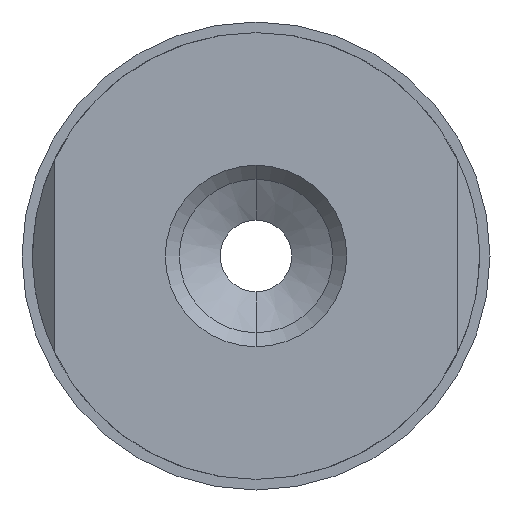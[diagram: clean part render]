
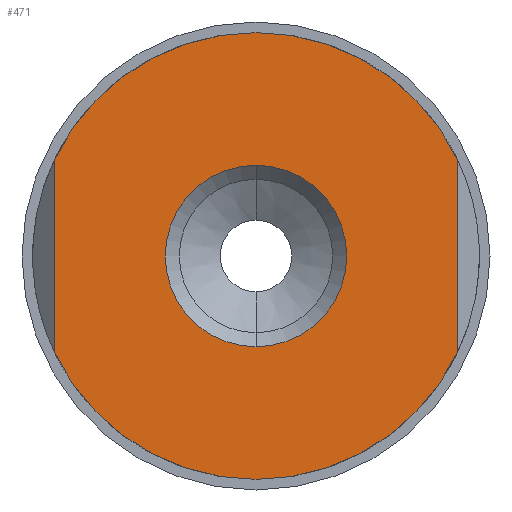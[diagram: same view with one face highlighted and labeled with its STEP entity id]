
A CAD part, front view. The second image highlights one B-rep face of the part: STEP entity #471.
In plain terms, the highlighted planar face has unit normal (0, -1, 0).
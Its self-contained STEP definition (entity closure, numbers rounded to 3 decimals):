
#2 = AXIS2_PLACEMENT_3D ( 'NONE', #162, #342, #344 ) ;
#4 = DIRECTION ( 'NONE',  ( 0., 0., -1. ) ) ;
#6 = VERTEX_POINT ( 'NONE', #504 ) ;
#39 = ORIENTED_EDGE ( 'NONE', *, *, #1390, .T. ) ;
#54 = DIRECTION ( 'NONE',  ( 0., 0., -1. ) ) ;
#59 = PLANE ( 'NONE',  #859 ) ;
#82 = CARTESIAN_POINT ( 'NONE',  ( 0., 0., 0. ) ) ;
#118 = DIRECTION ( 'NONE',  ( 0., -1., 0. ) ) ;
#119 = VERTEX_POINT ( 'NONE', #1416 ) ;
#128 = DIRECTION ( 'NONE',  ( 0., 0., -1. ) ) ;
#144 = DIRECTION ( 'NONE',  ( 0., -1., 0. ) ) ;
#162 = CARTESIAN_POINT ( 'NONE',  ( 0., 0., 0. ) ) ;
#191 = CARTESIAN_POINT ( 'NONE',  ( 0., 0., 0. ) ) ;
#199 = CARTESIAN_POINT ( 'NONE',  ( 0., 0., 9.91 ) ) ;
#212 = CARTESIAN_POINT ( 'NONE',  ( 8.95, 0., 4.255 ) ) ;
#269 = DIRECTION ( 'NONE',  ( 0., 0., -1. ) ) ;
#288 = VERTEX_POINT ( 'NONE', #1016 ) ;
#324 = AXIS2_PLACEMENT_3D ( 'NONE', #929, #925, #1006 ) ;
#325 = AXIS2_PLACEMENT_3D ( 'NONE', #875, #1525, #1380 ) ;
#327 = EDGE_CURVE ( 'NONE', #288, #1155, #1255, .T. ) ;
#342 = DIRECTION ( 'NONE',  ( 0., -1., 0. ) ) ;
#344 = DIRECTION ( 'NONE',  ( 0., 0., -1. ) ) ;
#366 = EDGE_CURVE ( 'NONE', #1155, #1089, #1226, .T. ) ;
#434 = ORIENTED_EDGE ( 'NONE', *, *, #781, .F. ) ;
#471 = ADVANCED_FACE ( 'NONE', ( #1146, #1183 ), #59, .T. ) ;
#503 = AXIS2_PLACEMENT_3D ( 'NONE', #191, #1055, #4 ) ;
#504 = CARTESIAN_POINT ( 'NONE',  ( 0., 0., -4.025 ) ) ;
#559 = AXIS2_PLACEMENT_3D ( 'NONE', #977, #118, #54 ) ;
#563 = ORIENTED_EDGE ( 'NONE', *, *, #1325, .F. ) ;
#564 = CARTESIAN_POINT ( 'NONE',  ( 0., 0., 4.025 ) ) ;
#586 = LINE ( 'NONE', #212, #1658 ) ;
#603 = ORIENTED_EDGE ( 'NONE', *, *, #1458, .F. ) ;
#781 = EDGE_CURVE ( 'NONE', #288, #980, #586, .T. ) ;
#805 = EDGE_LOOP ( 'NONE', ( #603, #1524 ) ) ;
#816 = CIRCLE ( 'NONE', #325, 4.025 ) ;
#859 = AXIS2_PLACEMENT_3D ( 'NONE', #82, #144, #269 ) ;
#875 = CARTESIAN_POINT ( 'NONE',  ( 0., 0., 0. ) ) ;
#916 = ORIENTED_EDGE ( 'NONE', *, *, #327, .T. ) ;
#925 = DIRECTION ( 'NONE',  ( 0., -1., 0. ) ) ;
#929 = CARTESIAN_POINT ( 'NONE',  ( 0., 0., 0. ) ) ;
#968 = VERTEX_POINT ( 'NONE', #1704 ) ;
#971 = CARTESIAN_POINT ( 'NONE',  ( 8.95, 0., -4.255 ) ) ;
#977 = CARTESIAN_POINT ( 'NONE',  ( 0., 0., 0. ) ) ;
#980 = VERTEX_POINT ( 'NONE', #971 ) ;
#987 = CARTESIAN_POINT ( 'NONE',  ( -8.95, 0., 4.255 ) ) ;
#1006 = DIRECTION ( 'NONE',  ( 0., 0., -1. ) ) ;
#1009 = EDGE_LOOP ( 'NONE', ( #434, #916, #1625, #563, #1339, #39 ) ) ;
#1016 = CARTESIAN_POINT ( 'NONE',  ( 8.95, 0., 4.255 ) ) ;
#1037 = CIRCLE ( 'NONE', #1358, 9.91 ) ;
#1055 = DIRECTION ( 'NONE',  ( 0., -1., 0. ) ) ;
#1087 = DIRECTION ( 'NONE',  ( 0., 0., -1. ) ) ;
#1089 = VERTEX_POINT ( 'NONE', #987 ) ;
#1132 = VERTEX_POINT ( 'NONE', #564 ) ;
#1146 = FACE_OUTER_BOUND ( 'NONE', #1009, .T. ) ;
#1155 = VERTEX_POINT ( 'NONE', #199 ) ;
#1160 = LINE ( 'NONE', #1513, #1696 ) ;
#1163 = DIRECTION ( 'NONE',  ( 0., -1., 0. ) ) ;
#1169 = CARTESIAN_POINT ( 'NONE',  ( 0., 0., 0. ) ) ;
#1183 = FACE_BOUND ( 'NONE', #805, .T. ) ;
#1226 = CIRCLE ( 'NONE', #2, 9.91 ) ;
#1237 = DIRECTION ( 'NONE',  ( 0., 0., 1. ) ) ;
#1255 = CIRCLE ( 'NONE', #324, 9.91 ) ;
#1325 = EDGE_CURVE ( 'NONE', #119, #1089, #1160, .T. ) ;
#1339 = ORIENTED_EDGE ( 'NONE', *, *, #1359, .T. ) ;
#1358 = AXIS2_PLACEMENT_3D ( 'NONE', #1169, #1163, #1087 ) ;
#1359 = EDGE_CURVE ( 'NONE', #119, #968, #1522, .T. ) ;
#1380 = DIRECTION ( 'NONE',  ( 0., 0., -1. ) ) ;
#1381 = CIRCLE ( 'NONE', #503, 4.025 ) ;
#1390 = EDGE_CURVE ( 'NONE', #968, #980, #1037, .T. ) ;
#1416 = CARTESIAN_POINT ( 'NONE',  ( -8.95, 0., -4.255 ) ) ;
#1458 = EDGE_CURVE ( 'NONE', #6, #1132, #816, .T. ) ;
#1513 = CARTESIAN_POINT ( 'NONE',  ( -8.95, 0., 4.255 ) ) ;
#1522 = CIRCLE ( 'NONE', #559, 9.91 ) ;
#1524 = ORIENTED_EDGE ( 'NONE', *, *, #1628, .F. ) ;
#1525 = DIRECTION ( 'NONE',  ( 0., -1., 0. ) ) ;
#1625 = ORIENTED_EDGE ( 'NONE', *, *, #366, .T. ) ;
#1628 = EDGE_CURVE ( 'NONE', #1132, #6, #1381, .T. ) ;
#1658 = VECTOR ( 'NONE', #128, 1000. ) ;
#1696 = VECTOR ( 'NONE', #1237, 1000. ) ;
#1704 = CARTESIAN_POINT ( 'NONE',  ( 0., 0., -9.91 ) ) ;
